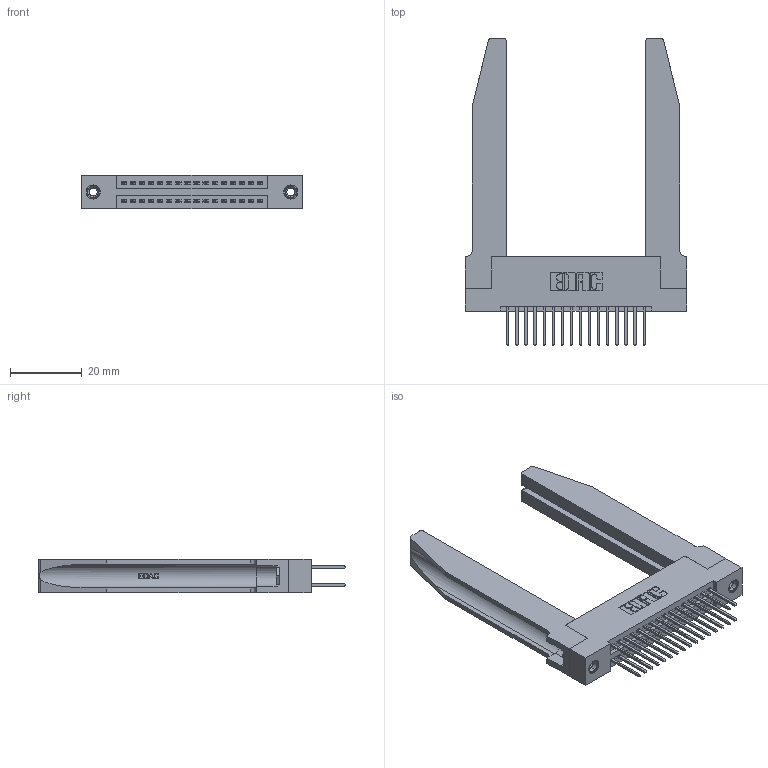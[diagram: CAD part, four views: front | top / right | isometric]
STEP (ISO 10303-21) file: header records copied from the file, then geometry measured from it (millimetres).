
FILE_DESCRIPTION (( 'STEP AP203' ), '1' );
FILE_NAME ('395-032-523-278.STEP', '2019-10-17T15:37:33', ( '' ), ( '' ), 'SwSTEP 2.0', 'SolidWorks 2016', '' );
FILE_SCHEMA (( 'CONFIG_CONTROL_DESIGN' ));
Length unit declared in the file: inch
Products named in the file (5): 345-292-001_345-293-123; 345-250-001_345-250-001-102; 345-220-078_345-220-078; 395-032-523-278; 345 Part_Flush Mounting Lugs - 0.156 Dia-TH
Assembly tree (37 placements, depth 2):
  395-032-523-278
    345 Part_Flush Mounting Lugs - 0.156 Dia-TH
    345-292-001_345-293-123  x32
    345-250-001_345-250-001-102  x2
    345-220-078_345-220-078  x2
Bounding box: 61.87 x 85.78 x 9.4 mm (x, y, z)
Volume: 13605.2 mm3; surface area: 15253.9 mm2
Topology: 37 solids, 37 shells, 1960 faces, 5717 edges, 3758 vertices
Faces by surface type: plane 1278, cylinder 630, bspline 36, cone 12, torus 4
Entity records: 20812 total; most frequent: CARTESIAN_POINT 4431, ORIENTED_EDGE 3262, DIRECTION 2933, EDGE_CURVE 1631, VECTOR 1341, LINE 1341, VERTEX_POINT 1080, AXIS2_PLACEMENT_3D 796
